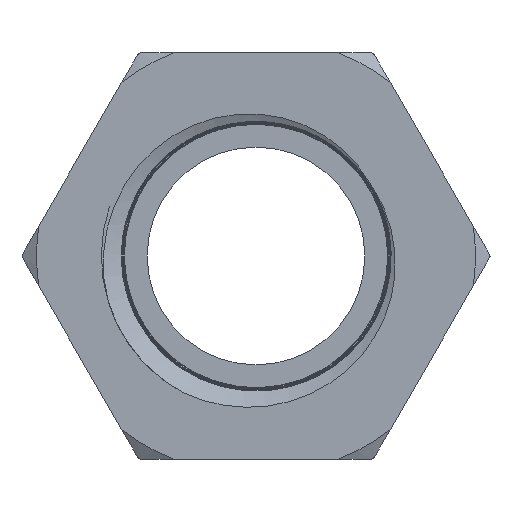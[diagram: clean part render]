
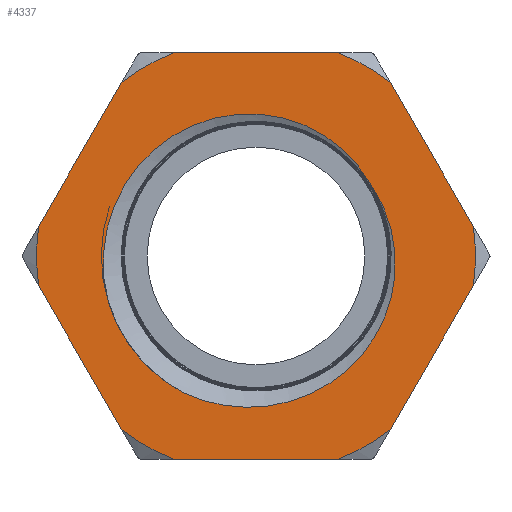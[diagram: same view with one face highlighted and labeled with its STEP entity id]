
A CAD part, left-side view. The second image highlights one B-rep face of the part: STEP entity #4337.
In plain terms, the highlighted planar face has unit normal (-1, 0, 0).
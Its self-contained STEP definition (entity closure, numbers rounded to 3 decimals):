
#121=DIRECTION('',(0.,-0.5,0.866));
#122=VECTOR('',#121,9.056);
#123=CARTESIAN_POINT('',(0.,11.877,1.629));
#124=LINE('',#123,#122);
#125=CARTESIAN_POINT('',(0.,0.,0.));
#126=DIRECTION('',(-1.,0.,0.));
#127=DIRECTION('',(0.,0.378,0.926));
#128=AXIS2_PLACEMENT_3D('',#125,#126,#127);
#130=DIRECTION('',(0.,-1.,0.));
#131=VECTOR('',#130,9.056);
#132=CARTESIAN_POINT('',(0.,4.528,11.1));
#133=LINE('',#132,#131);
#134=CARTESIAN_POINT('',(0.,0.,0.));
#135=DIRECTION('',(-1.,0.,0.));
#136=DIRECTION('',(0.,-0.613,0.79));
#137=AXIS2_PLACEMENT_3D('',#134,#135,#136);
#139=DIRECTION('',(0.,-0.5,-0.866));
#140=VECTOR('',#139,9.056);
#141=CARTESIAN_POINT('',(0.,-7.349,9.471));
#142=LINE('',#141,#140);
#143=DIRECTION('',(0.,0.5,-0.866));
#144=VECTOR('',#143,9.056);
#145=CARTESIAN_POINT('',(0.,-11.877,-1.629));
#146=LINE('',#145,#144);
#147=CARTESIAN_POINT('',(0.,0.,0.));
#148=DIRECTION('',(-1.,0.,0.));
#149=DIRECTION('',(0.,-0.378,-0.926));
#150=AXIS2_PLACEMENT_3D('',#147,#148,#149);
#152=DIRECTION('',(0.,1.,0.));
#153=VECTOR('',#152,9.056);
#154=CARTESIAN_POINT('',(0.,-4.528,-11.1));
#155=LINE('',#154,#153);
#156=CARTESIAN_POINT('',(0.,0.,0.));
#157=DIRECTION('',(-1.,0.,0.));
#158=DIRECTION('',(0.,0.613,-0.79));
#159=AXIS2_PLACEMENT_3D('',#156,#157,#158);
#161=DIRECTION('',(0.,0.5,0.866));
#162=VECTOR('',#161,9.056);
#163=CARTESIAN_POINT('',(0.,7.349,-9.471));
#164=LINE('',#163,#162);
#165=CARTESIAN_POINT('',(0.,-6.382,3.722));
#166=CARTESIAN_POINT('',(0.,-6.526,3.504));
#167=CARTESIAN_POINT('',(0.,-6.788,3.057));
#168=CARTESIAN_POINT('',(0.,-7.111,2.345));
#169=CARTESIAN_POINT('',(0.,-7.354,1.616));
#170=CARTESIAN_POINT('',(0.,-7.523,0.863));
#171=CARTESIAN_POINT('',(0.,-7.62,0.045));
#172=CARTESIAN_POINT('',(0.,-7.625,-0.865));
#173=CARTESIAN_POINT('',(0.,-7.498,-1.904));
#174=CARTESIAN_POINT('',(0.,-7.195,-3.01));
#175=CARTESIAN_POINT('',(0.,-6.717,-4.088));
#176=CARTESIAN_POINT('',(0.,-6.062,-5.109));
#177=CARTESIAN_POINT('',(0.,-5.257,-6.017));
#178=CARTESIAN_POINT('',(0.,-4.319,-6.798));
#179=CARTESIAN_POINT('',(0.,-3.267,-7.43));
#180=CARTESIAN_POINT('',(0.,-2.133,-7.896));
#181=CARTESIAN_POINT('',(0.,-0.92,-8.191));
#182=CARTESIAN_POINT('',(0.,0.316,-8.298));
#183=CARTESIAN_POINT('',(0.,1.573,-8.218));
#184=CARTESIAN_POINT('',(0.,2.804,-7.949));
#185=CARTESIAN_POINT('',(0.,3.59,-7.649));
#186=CARTESIAN_POINT('',(0.,3.974,-7.468));
#188=CARTESIAN_POINT('',(0.,0.,0.));
#189=DIRECTION('',(-1.,0.,0.));
#190=DIRECTION('',(0.,-0.864,0.504));
#191=AXIS2_PLACEMENT_3D('',#188,#189,#190);
#193=CARTESIAN_POINT('',(0.,8.072,-2.513));
#194=CARTESIAN_POINT('',(0.,8.18,-2.105));
#195=CARTESIAN_POINT('',(0.,8.331,-1.284));
#196=CARTESIAN_POINT('',(0.,8.375,-0.037));
#197=CARTESIAN_POINT('',(0.,8.231,1.203));
#198=CARTESIAN_POINT('',(0.,7.91,2.393));
#199=CARTESIAN_POINT('',(0.,7.411,3.527));
#200=CARTESIAN_POINT('',(0.,6.758,4.559));
#201=CARTESIAN_POINT('',(0.,5.958,5.482));
#202=CARTESIAN_POINT('',(0.,5.031,6.271));
#203=CARTESIAN_POINT('',(0.,4.009,6.904));
#204=CARTESIAN_POINT('',(0.,2.899,7.378));
#205=CARTESIAN_POINT('',(0.,1.749,7.674));
#206=CARTESIAN_POINT('',(0.,0.562,7.795));
#207=CARTESIAN_POINT('',(0.,-0.617,7.733));
#208=CARTESIAN_POINT('',(0.,-1.767,7.496));
#209=CARTESIAN_POINT('',(0.,-2.865,7.087));
#210=CARTESIAN_POINT('',(0.,-3.876,6.524));
#211=CARTESIAN_POINT('',(0.,-4.792,5.81));
#212=CARTESIAN_POINT('',(0.,-5.577,4.975));
#213=CARTESIAN_POINT('',(0.,-6.007,4.35));
#214=CARTESIAN_POINT('',(0.,-6.199,4.019));
#216=CARTESIAN_POINT('',(0.,3.974,-7.468));
#217=CARTESIAN_POINT('',(0.,4.319,-7.284));
#218=CARTESIAN_POINT('',(0.,4.966,-6.878));
#219=CARTESIAN_POINT('',(0.,5.83,-6.161));
#220=CARTESIAN_POINT('',(0.,6.571,-5.36));
#221=CARTESIAN_POINT('',(0.,7.196,-4.483));
#222=CARTESIAN_POINT('',(0.,7.706,-3.535));
#223=CARTESIAN_POINT('',(0.,7.964,-2.861));
#224=CARTESIAN_POINT('',(0.,8.072,-2.513));
#240=CARTESIAN_POINT('',(0.,0.,0.));
#241=DIRECTION('',(-1.,0.,0.));
#242=DIRECTION('',(0.,0.991,0.136));
#243=AXIS2_PLACEMENT_3D('',#240,#241,#242);
#266=CARTESIAN_POINT('',(0.,0.,0.));
#267=DIRECTION('',(-1.,0.,0.));
#268=DIRECTION('',(0.,-0.991,-0.136));
#269=AXIS2_PLACEMENT_3D('',#266,#267,#268);
#4066=CARTESIAN_POINT('',(0.,7.349,-9.471));
#4067=CARTESIAN_POINT('',(0.,4.528,-11.1));
#4068=VERTEX_POINT('',#4066);
#4069=VERTEX_POINT('',#4067);
#4070=CARTESIAN_POINT('',(0.,-4.528,-11.1));
#4071=CARTESIAN_POINT('',(0.,-7.349,-9.471));
#4072=VERTEX_POINT('',#4070);
#4073=VERTEX_POINT('',#4071);
#4074=CARTESIAN_POINT('',(0.,-7.349,9.471));
#4075=CARTESIAN_POINT('',(0.,-4.528,11.1));
#4076=VERTEX_POINT('',#4074);
#4077=VERTEX_POINT('',#4075);
#4078=CARTESIAN_POINT('',(0.,4.528,11.1));
#4079=CARTESIAN_POINT('',(0.,7.349,9.471));
#4080=VERTEX_POINT('',#4078);
#4081=VERTEX_POINT('',#4079);
#4098=CARTESIAN_POINT('',(0.,11.877,-1.629));
#4099=VERTEX_POINT('',#4098);
#4100=CARTESIAN_POINT('',(0.,11.877,1.629));
#4101=VERTEX_POINT('',#4100);
#4102=CARTESIAN_POINT('',(0.,-11.877,1.629));
#4103=VERTEX_POINT('',#4102);
#4104=CARTESIAN_POINT('',(0.,-11.877,-1.629));
#4105=VERTEX_POINT('',#4104);
#4148=VERTEX_POINT('',#165);
#4149=VERTEX_POINT('',#186);
#4150=VERTEX_POINT('',#224);
#4151=VERTEX_POINT('',#214);
#4296=CARTESIAN_POINT('',(0.,0.,0.));
#4297=DIRECTION('',(1.,0.,0.));
#4298=DIRECTION('',(0.,0.,-1.));
#4299=AXIS2_PLACEMENT_3D('',#4296,#4297,#4298);
#4300=PLANE('',#4299);
#4302=ORIENTED_EDGE('',*,*,#4301,.F.);
#4304=ORIENTED_EDGE('',*,*,#4303,.T.);
#4306=ORIENTED_EDGE('',*,*,#4305,.F.);
#4308=ORIENTED_EDGE('',*,*,#4307,.T.);
#4310=ORIENTED_EDGE('',*,*,#4309,.F.);
#4312=ORIENTED_EDGE('',*,*,#4311,.T.);
#4314=ORIENTED_EDGE('',*,*,#4313,.F.);
#4316=ORIENTED_EDGE('',*,*,#4315,.T.);
#4318=ORIENTED_EDGE('',*,*,#4317,.F.);
#4320=ORIENTED_EDGE('',*,*,#4319,.T.);
#4322=ORIENTED_EDGE('',*,*,#4321,.F.);
#4324=ORIENTED_EDGE('',*,*,#4323,.T.);
#4325=EDGE_LOOP('',(#4302,#4304,#4306,#4308,#4310,#4312,#4314,#4316,#4318,#4320,
#4322,#4324));
#4326=FACE_OUTER_BOUND('',#4325,.F.);
#4328=ORIENTED_EDGE('',*,*,#4327,.F.);
#4330=ORIENTED_EDGE('',*,*,#4329,.T.);
#4332=ORIENTED_EDGE('',*,*,#4331,.F.);
#4334=ORIENTED_EDGE('',*,*,#4333,.F.);
#4335=EDGE_LOOP('',(#4328,#4330,#4332,#4334));
#4336=FACE_BOUND('',#4335,.F.);
#129=CIRCLE('',#128,11.988);
#138=CIRCLE('',#137,11.988);
#151=CIRCLE('',#150,11.988);
#160=CIRCLE('',#159,11.988);
#187=B_SPLINE_CURVE_WITH_KNOTS('',3,(#165,#166,#167,#168,#169,#170,#171,#172,
#173,#174,#175,#176,#177,#178,#179,#180,#181,#182,#183,#184,#185,#186),
.UNSPECIFIED.,.F.,.F.,(4,1,1,1,1,1,1,1,1,1,1,1,1,1,1,1,1,1,1,4),(0.,
0.053,0.105,0.158,0.211,
0.263,0.316,0.368,0.421,
0.474,0.526,0.579,0.632,
0.684,0.737,0.789,0.842,
0.895,0.947,1.),.UNSPECIFIED.);
#192=CIRCLE('',#191,7.388);
#215=B_SPLINE_CURVE_WITH_KNOTS('',3,(#193,#194,#195,#196,#197,#198,#199,#200,
#201,#202,#203,#204,#205,#206,#207,#208,#209,#210,#211,#212,#213,#214),
.UNSPECIFIED.,.F.,.F.,(4,1,1,1,1,1,1,1,1,1,1,1,1,1,1,1,1,1,1,4),(0.,
0.053,0.105,0.158,0.211,
0.263,0.316,0.368,0.421,
0.474,0.526,0.579,0.632,
0.684,0.737,0.789,0.842,
0.895,0.947,1.),.UNSPECIFIED.);
#225=B_SPLINE_CURVE_WITH_KNOTS('',3,(#216,#217,#218,#219,#220,#221,#222,#223,
#224),.UNSPECIFIED.,.F.,.F.,(4,1,1,1,1,1,4),(0.,0.167,
0.333,0.5,0.667,0.833,1.),
.UNSPECIFIED.);
#244=CIRCLE('',#243,11.988);
#270=CIRCLE('',#269,11.988);
#4301=EDGE_CURVE('',#4101,#4099,#244,.T.);
#4303=EDGE_CURVE('',#4101,#4081,#124,.T.);
#4305=EDGE_CURVE('',#4080,#4081,#129,.T.);
#4307=EDGE_CURVE('',#4080,#4077,#133,.T.);
#4309=EDGE_CURVE('',#4076,#4077,#138,.T.);
#4311=EDGE_CURVE('',#4076,#4103,#142,.T.);
#4313=EDGE_CURVE('',#4105,#4103,#270,.T.);
#4315=EDGE_CURVE('',#4105,#4073,#146,.T.);
#4317=EDGE_CURVE('',#4072,#4073,#151,.T.);
#4319=EDGE_CURVE('',#4072,#4069,#155,.T.);
#4321=EDGE_CURVE('',#4068,#4069,#160,.T.);
#4323=EDGE_CURVE('',#4068,#4099,#164,.T.);
#4327=EDGE_CURVE('',#4148,#4149,#187,.T.);
#4329=EDGE_CURVE('',#4148,#4151,#192,.T.);
#4331=EDGE_CURVE('',#4150,#4151,#215,.T.);
#4333=EDGE_CURVE('',#4149,#4150,#225,.T.);
#4337=ADVANCED_FACE('',(#4326,#4336),#4300,.F.);
